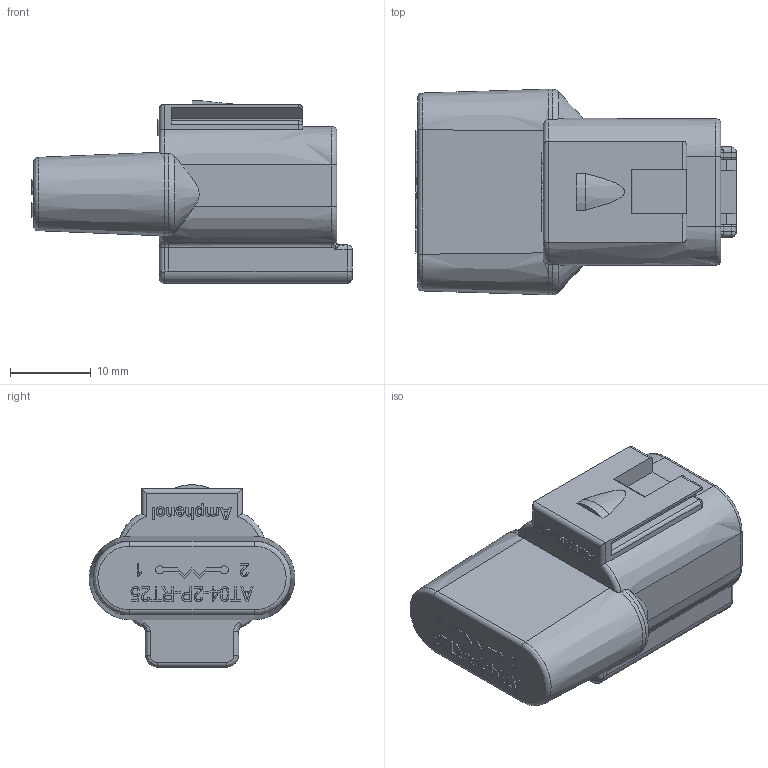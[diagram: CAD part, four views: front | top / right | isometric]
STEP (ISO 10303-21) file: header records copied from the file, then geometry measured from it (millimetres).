
FILE_DESCRIPTION((''),'2;1');
FILE_NAME('PL000689-D-1','2018-10-25T',('sullen.zhang'),(''),'PRO/ENGINEER BY PARAMETRIC TECHNOLOGY CORPORATION, 2016360','PRO/ENGINEER BY PARAMETRIC TECHNOLOGY CORPORATION, 2016360','');
FILE_SCHEMA(('CONFIG_CONTROL_DESIGN'));
Length unit declared in the file: millimetre
Products named in the file (1): PL000689-D-1
Bounding box: 39.7 x 25.49 x 22.6 mm (x, y, z)
Volume: 7255.3 mm3; surface area: 4515.8 mm2
Topology: 1 solids, 1 shells, 663 faces, 1739 edges, 1114 vertices
Faces by surface type: plane 264, extrusion 219, cylinder 83, bspline 38, torus 36, cone 15, sphere 8
Entity records: 23036 total; most frequent: CARTESIAN_POINT 7793, ORIENTED_EDGE 3470, DIRECTION 2425, EDGE_CURVE 1735, VECTOR 1181, VERTEX_POINT 1114, LINE 962, B_SPLINE_CURVE_WITH_KNOTS 776
